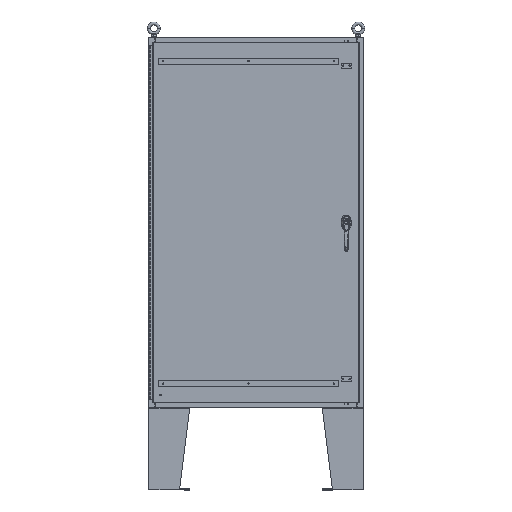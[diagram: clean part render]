
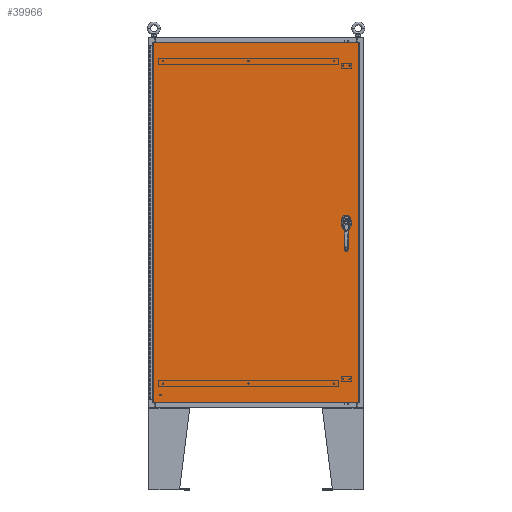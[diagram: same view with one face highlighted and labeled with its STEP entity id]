
A CAD part, top view. The second image highlights one B-rep face of the part: STEP entity #39966.
In plain terms, the highlighted planar face has unit normal (0, 0, 1).
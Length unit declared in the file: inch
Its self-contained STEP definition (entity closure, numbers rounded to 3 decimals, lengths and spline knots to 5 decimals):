
#75 = VERTEX_POINT ( 'NONE', #42523 ) ;
#596 = VERTEX_POINT ( 'NONE', #84446 ) ;
#2635 = CARTESIAN_POINT ( 'NONE',  ( 17.981, -0.20023, 0. ) ) ;
#4992 = CARTESIAN_POINT ( 'NONE',  ( 0., -0.403, 0. ) ) ;
#6184 = VERTEX_POINT ( 'NONE', #2635 ) ;
#7055 = EDGE_LOOP ( 'NONE', ( #72736, #53958, #18735, #49258 ) ) ;
#8700 = DIRECTION ( 'NONE',  ( 1., 0., 0. ) ) ;
#10461 = DIRECTION ( 'NONE',  ( 1., 0., 0. ) ) ;
#10561 = DIRECTION ( 'NONE',  ( 0., 0., -1. ) ) ;
#10773 = VERTEX_POINT ( 'NONE', #22526 ) ;
#12579 = VECTOR ( 'NONE', #34654, 39.37008 ) ;
#13431 = ORIENTED_EDGE ( 'NONE', *, *, #134354, .F. ) ;
#13907 = ORIENTED_EDGE ( 'NONE', *, *, #148876, .F. ) ;
#17043 = CARTESIAN_POINT ( 'NONE',  ( 17.77823, -0.403, 0. ) ) ;
#17187 = DIRECTION ( 'NONE',  ( 1., 0., 0. ) ) ;
#18735 = ORIENTED_EDGE ( 'NONE', *, *, #79623, .T. ) ;
#18900 = CARTESIAN_POINT ( 'NONE',  ( 19.9903, -35.0063, 0. ) ) ;
#19624 = ORIENTED_EDGE ( 'NONE', *, *, #50116, .F. ) ;
#19759 = DIRECTION ( 'NONE',  ( 0., 0., 1. ) ) ;
#20500 = LINE ( 'NONE', #133070, #52396 ) ;
#20539 = AXIS2_PLACEMENT_3D ( 'NONE', #128179, #56343, #140161 ) ;
#22098 = CARTESIAN_POINT ( 'NONE',  ( 17.175, 0.20023, 0. ) ) ;
#22526 = CARTESIAN_POINT ( 'NONE',  ( 17.77823, 0.403, 0. ) ) ;
#22616 = LINE ( 'NONE', #145643, #114552 ) ;
#23191 = DIRECTION ( 'NONE',  ( 0., 0., 1. ) ) ;
#26443 = VERTEX_POINT ( 'NONE', #99821 ) ;
#27689 = EDGE_CURVE ( 'NONE', #154856, #596, #80787, .T. ) ;
#27842 = LINE ( 'NONE', #104684, #91493 ) ;
#28064 = CARTESIAN_POINT ( 'NONE',  ( 17.578, 0., 0. ) ) ;
#28066 = CARTESIAN_POINT ( 'NONE',  ( 17.37777, 0.403, 0. ) ) ;
#31446 = VERTEX_POINT ( 'NONE', #28066 ) ;
#32843 = DIRECTION ( 'NONE',  ( 0., -1., 0. ) ) ;
#34654 = DIRECTION ( 'NONE',  ( 0., -1., 0. ) ) ;
#34732 = PLANE ( 'NONE',  #146560 ) ;
#37741 = CIRCLE ( 'NONE', #41889, 0.45 ) ;
#38425 = EDGE_CURVE ( 'NONE', #48793, #134763, #96212, .T. ) ;
#38795 = DIRECTION ( 'NONE',  ( -1., 0., 0. ) ) ;
#39966 = ADVANCED_FACE ( 'NONE', ( #154256, #54854, #118710 ), #34732, .F. ) ;
#40098 = DIRECTION ( 'NONE',  ( 1., 0., 0. ) ) ;
#41889 = AXIS2_PLACEMENT_3D ( 'NONE', #28064, #111966, #40098 ) ;
#42523 = CARTESIAN_POINT ( 'NONE',  ( 19.9903, -35.0063, 0. ) ) ;
#44507 = LINE ( 'NONE', #106517, #12579 ) ;
#46315 = CIRCLE ( 'NONE', #47909, 0.1715 ) ;
#46779 = CARTESIAN_POINT ( 'NONE',  ( 0., 0., 0. ) ) ;
#47168 = AXIS2_PLACEMENT_3D ( 'NONE', #154054, #82245, #10461 ) ;
#47174 = ORIENTED_EDGE ( 'NONE', *, *, #125387, .F. ) ;
#47909 = AXIS2_PLACEMENT_3D ( 'NONE', #91520, #19759, #103652 ) ;
#48793 = VERTEX_POINT ( 'NONE', #105108 ) ;
#49239 = DIRECTION ( 'NONE',  ( -1., 0., 0. ) ) ;
#49258 = ORIENTED_EDGE ( 'NONE', *, *, #88917, .T. ) ;
#50116 = EDGE_CURVE ( 'NONE', #133512, #10773, #73411, .T. ) ;
#51327 = VECTOR ( 'NONE', #63884, 39.37008 ) ;
#52396 = VECTOR ( 'NONE', #49239, 39.37008 ) ;
#53001 = DIRECTION ( 'NONE',  ( 0., 1., 0. ) ) ;
#53958 = ORIENTED_EDGE ( 'NONE', *, *, #77400, .T. ) ;
#54854 = FACE_OUTER_BOUND ( 'NONE', #7055, .T. ) ;
#55080 = LINE ( 'NONE', #18900, #79377 ) ;
#56343 = DIRECTION ( 'NONE',  ( 0., 0., 1. ) ) ;
#57627 = CARTESIAN_POINT ( 'NONE',  ( -19.9903, 35.0063, 0. ) ) ;
#57816 = VERTEX_POINT ( 'NONE', #130232 ) ;
#58280 = VERTEX_POINT ( 'NONE', #81249 ) ;
#58772 = DIRECTION ( 'NONE',  ( -1., 0., 0. ) ) ;
#63884 = DIRECTION ( 'NONE',  ( 1., 0., 0. ) ) ;
#65173 = EDGE_CURVE ( 'NONE', #133512, #6184, #44507, .T. ) ;
#72175 = CIRCLE ( 'NONE', #47168, 0.1715 ) ;
#72736 = ORIENTED_EDGE ( 'NONE', *, *, #155033, .T. ) ;
#73200 = ORIENTED_EDGE ( 'NONE', *, *, #150867, .F. ) ;
#73411 = CIRCLE ( 'NONE', #119308, 0.45 ) ;
#75906 = CARTESIAN_POINT ( 'NONE',  ( -19.9903, -35.0063, 0. ) ) ;
#77400 = EDGE_CURVE ( 'NONE', #75, #26443, #55080, .T. ) ;
#79377 = VECTOR ( 'NONE', #53001, 39.37008 ) ;
#79623 = EDGE_CURVE ( 'NONE', #26443, #88396, #20500, .T. ) ;
#80507 = DIRECTION ( 'NONE',  ( 0., 0., 1. ) ) ;
#80787 = LINE ( 'NONE', #93090, #109075 ) ;
#81249 = CARTESIAN_POINT ( 'NONE',  ( 17.4065, -1.338, 0. ) ) ;
#82245 = DIRECTION ( 'NONE',  ( 0., 0., 1. ) ) ;
#82853 = EDGE_LOOP ( 'NONE', ( #142535, #73200 ) ) ;
#84446 = CARTESIAN_POINT ( 'NONE',  ( 17.175, -0.20023, 0. ) ) ;
#85487 = EDGE_LOOP ( 'NONE', ( #129312, #47174, #86677, #13431, #109755, #152385, #13907, #19624 ) ) ;
#86677 = ORIENTED_EDGE ( 'NONE', *, *, #38425, .F. ) ;
#86926 = LINE ( 'NONE', #75906, #51327 ) ;
#88396 = VERTEX_POINT ( 'NONE', #57627 ) ;
#88917 = EDGE_CURVE ( 'NONE', #88396, #57816, #27842, .T. ) ;
#91493 = VECTOR ( 'NONE', #32843, 39.37008 ) ;
#91520 = CARTESIAN_POINT ( 'NONE',  ( 17.578, -1.338, 0. ) ) ;
#93090 = CARTESIAN_POINT ( 'NONE',  ( 17.175, 0., 0. ) ) ;
#94959 = CARTESIAN_POINT ( 'NONE',  ( 17.578, 0., 0. ) ) ;
#96212 = LINE ( 'NONE', #4992, #124377 ) ;
#99821 = CARTESIAN_POINT ( 'NONE',  ( 19.9903, 35.0063, 0. ) ) ;
#100382 = VERTEX_POINT ( 'NONE', #114484 ) ;
#103152 = EDGE_CURVE ( 'NONE', #100382, #58280, #72175, .T. ) ;
#103652 = DIRECTION ( 'NONE',  ( 1., 0., 0. ) ) ;
#104684 = CARTESIAN_POINT ( 'NONE',  ( -19.9903, 35.0063, 0. ) ) ;
#105108 = CARTESIAN_POINT ( 'NONE',  ( 17.37777, -0.403, 0. ) ) ;
#106517 = CARTESIAN_POINT ( 'NONE',  ( 17.981, 0., 0. ) ) ;
#107094 = DIRECTION ( 'NONE',  ( 1., 0., 0. ) ) ;
#109075 = VECTOR ( 'NONE', #140742, 39.37008 ) ;
#109755 = ORIENTED_EDGE ( 'NONE', *, *, #27689, .F. ) ;
#111138 = AXIS2_PLACEMENT_3D ( 'NONE', #152325, #80507, #8700 ) ;
#111966 = DIRECTION ( 'NONE',  ( 0., 0., 1. ) ) ;
#114484 = CARTESIAN_POINT ( 'NONE',  ( 17.7495, -1.338, 0. ) ) ;
#114552 = VECTOR ( 'NONE', #38795, 39.37008 ) ;
#118710 = FACE_BOUND ( 'NONE', #85487, .T. ) ;
#119308 = AXIS2_PLACEMENT_3D ( 'NONE', #94959, #23191, #107094 ) ;
#123832 = CIRCLE ( 'NONE', #111138, 0.45 ) ;
#124377 = VECTOR ( 'NONE', #17187, 39.37008 ) ;
#125387 = EDGE_CURVE ( 'NONE', #134763, #6184, #37741, .T. ) ;
#128179 = CARTESIAN_POINT ( 'NONE',  ( 17.578, 0., 0. ) ) ;
#129312 = ORIENTED_EDGE ( 'NONE', *, *, #65173, .T. ) ;
#130232 = CARTESIAN_POINT ( 'NONE',  ( -19.9903, -35.0063, 0. ) ) ;
#133070 = CARTESIAN_POINT ( 'NONE',  ( 19.9903, 35.0063, 0. ) ) ;
#133512 = VERTEX_POINT ( 'NONE', #153873 ) ;
#134354 = EDGE_CURVE ( 'NONE', #596, #48793, #134912, .T. ) ;
#134763 = VERTEX_POINT ( 'NONE', #17043 ) ;
#134912 = CIRCLE ( 'NONE', #20539, 0.45 ) ;
#140161 = DIRECTION ( 'NONE',  ( 1., 0., 0. ) ) ;
#140742 = DIRECTION ( 'NONE',  ( 0., -1., 0. ) ) ;
#142535 = ORIENTED_EDGE ( 'NONE', *, *, #103152, .F. ) ;
#145643 = CARTESIAN_POINT ( 'NONE',  ( 0., 0.403, 0. ) ) ;
#146560 = AXIS2_PLACEMENT_3D ( 'NONE', #46779, #10561, #58772 ) ;
#148876 = EDGE_CURVE ( 'NONE', #10773, #31446, #22616, .T. ) ;
#149238 = EDGE_CURVE ( 'NONE', #31446, #154856, #123832, .T. ) ;
#150867 = EDGE_CURVE ( 'NONE', #58280, #100382, #46315, .T. ) ;
#152325 = CARTESIAN_POINT ( 'NONE',  ( 17.578, 0., 0. ) ) ;
#152385 = ORIENTED_EDGE ( 'NONE', *, *, #149238, .F. ) ;
#153873 = CARTESIAN_POINT ( 'NONE',  ( 17.981, 0.20023, 0. ) ) ;
#154054 = CARTESIAN_POINT ( 'NONE',  ( 17.578, -1.338, 0. ) ) ;
#154256 = FACE_BOUND ( 'NONE', #82853, .T. ) ;
#154856 = VERTEX_POINT ( 'NONE', #22098 ) ;
#155033 = EDGE_CURVE ( 'NONE', #57816, #75, #86926, .T. ) ;
